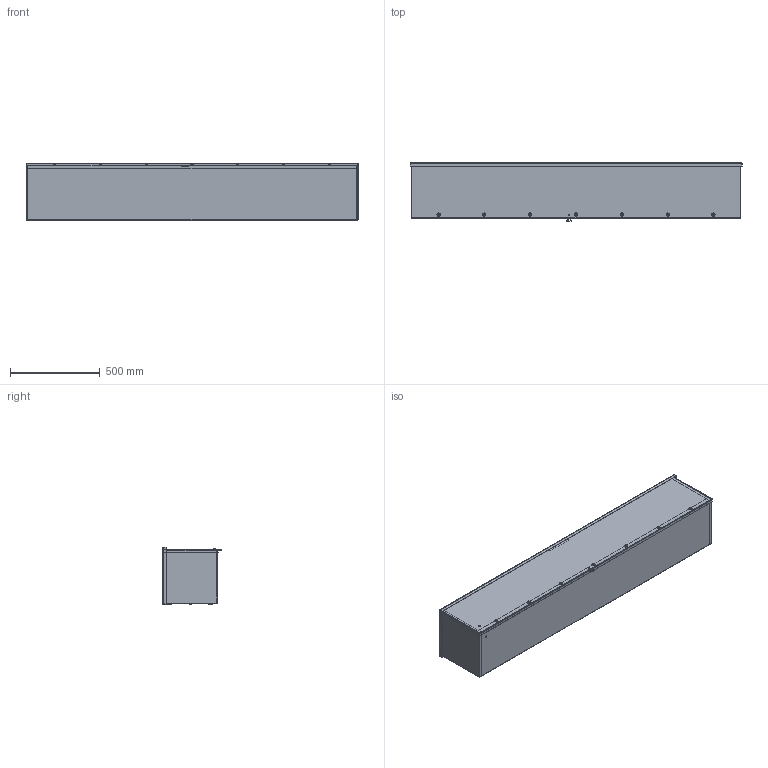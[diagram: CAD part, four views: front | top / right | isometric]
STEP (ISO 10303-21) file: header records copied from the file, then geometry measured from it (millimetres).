
FILE_DESCRIPTION (( 'STEP AP203' ), '1' );
FILE_NAME ('C3RWT1272_Default.step', '2019-11-13T14:02:23', ( '' ), ( '' ), 'SwSTEP 2.0', 'SolidWorks 2019', '' );
FILE_SCHEMA (( 'CONFIG_CONTROL_DESIGN' ));
Length unit declared in the file: inch
Products named in the file (1): C3RWT1272_Default
Bounding box: 1851.03 x 326.92 x 319.89 mm (x, y, z)
Volume: 4783858.7 mm3; surface area: 5272206.7 mm2
Topology: 35 solids, 35 shells, 1321 faces, 3332 edges, 2126 vertices
Faces by surface type: plane 712, cylinder 421, cone 92, bspline 82, torus 14
Entity records: 44271 total; most frequent: CARTESIAN_POINT 12274, DIRECTION 6684, ORIENTED_EDGE 6656, EDGE_CURVE 3328, AXIS2_PLACEMENT_3D 2396, VERTEX_POINT 2126, VECTOR 1892, LINE 1892
